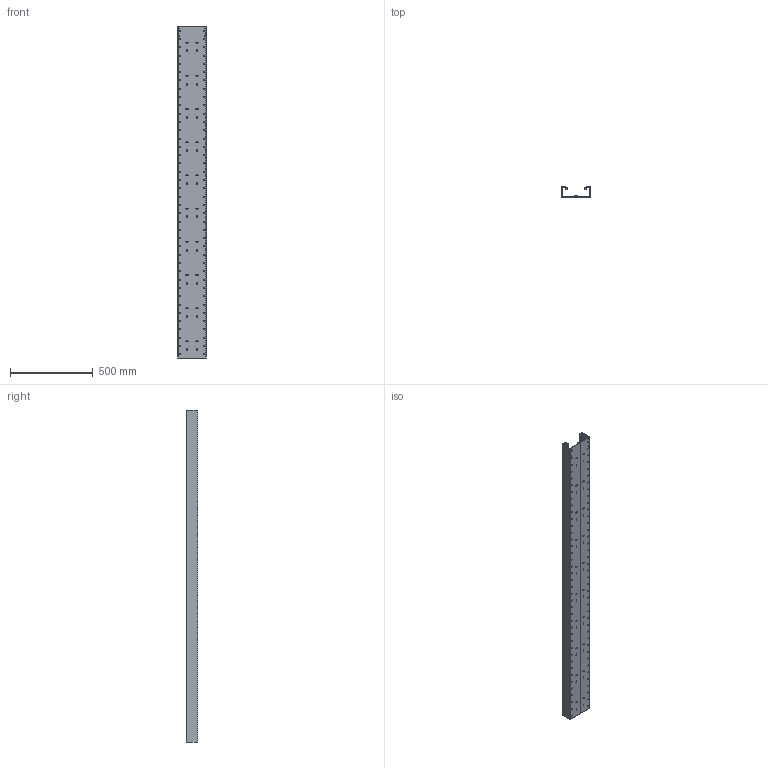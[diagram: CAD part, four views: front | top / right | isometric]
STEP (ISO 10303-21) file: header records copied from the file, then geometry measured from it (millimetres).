
FILE_DESCRIPTION((''),'2;1');
FILE_NAME('BR651701B','2022-09-30T13:31:42',('mengusl'),(''),'CREO PARAMETRIC BY PTC INC, 2022024','CREO PARAMETRIC BY PTC INC, 2022024','');
FILE_SCHEMA(('AUTOMOTIVE_DESIGN { 1 0 10303 214 1 1 1 1 }'));
Length unit declared in the file: millimetre
Products named in the file (1): BR651701B
Bounding box: 170 x 68 x 2000 mm (x, y, z)
Volume: 2150711.2 mm3; surface area: 1721272.9 mm2
Topology: 1 solids, 1 shells, 700 faces, 2254 edges, 1556 vertices
Faces by surface type: plane 534, cylinder 166
Entity records: 26058 total; most frequent: CARTESIAN_POINT 4523, ORIENTED_EDGE 4508, DIRECTION 4163, EDGE_CURVE 2254, VECTOR 1762, LINE 1762, VERTEX_POINT 1556, AXIS2_PLACEMENT_3D 1199
